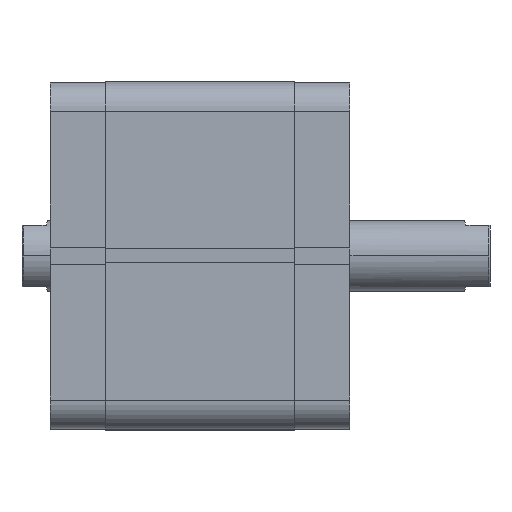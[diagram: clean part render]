
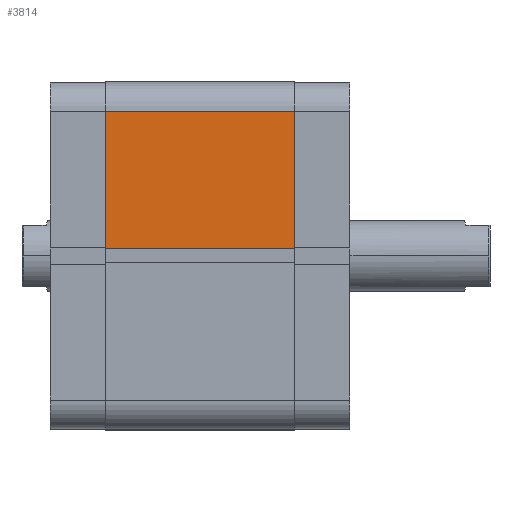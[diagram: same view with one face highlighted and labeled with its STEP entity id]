
A CAD part, top view. The second image highlights one B-rep face of the part: STEP entity #3814.
In plain terms, the highlighted face is planar.
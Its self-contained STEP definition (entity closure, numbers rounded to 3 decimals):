
#658 = EDGE_LOOP ( 'NONE', ( #2879, #2878, #2877, #2876 ) ) ;
#1269 = LINE ( 'NONE', #2100, #1270 ) ;
#1270 = VECTOR ( 'NONE', #2101, 1000. ) ;
#1274 = LINE ( 'NONE', #2099, #1278 ) ;
#1278 = VECTOR ( 'NONE', #2112, 1000. ) ;
#1281 = LINE ( 'NONE', #2108, #1285 ) ;
#1285 = VECTOR ( 'NONE', #2120, 1000. ) ;
#1287 = LINE ( 'NONE', #2121, #1288 ) ;
#1288 = VECTOR ( 'NONE', #2122, 1000. ) ;
#2099 = CARTESIAN_POINT ( 'NONE',  ( -51.5, 62., -67.5 ) ) ;
#2100 = CARTESIAN_POINT ( 'NONE',  ( -51.5, 62., -67.5 ) ) ;
#2101 = DIRECTION ( 'NONE',  ( -1., 0., 0. ) ) ;
#2108 = CARTESIAN_POINT ( 'NONE',  ( -2.6, 62., -67.5 ) ) ;
#2112 = DIRECTION ( 'NONE',  ( 0., 0., 1. ) ) ;
#2120 = DIRECTION ( 'NONE',  ( 0., 0., 1. ) ) ;
#2121 = CARTESIAN_POINT ( 'NONE',  ( -51.5, 62., 0. ) ) ;
#2122 = DIRECTION ( 'NONE',  ( -1., 0., 0. ) ) ;
#2212 = CARTESIAN_POINT ( 'NONE',  ( -51.5, 62., 0. ) ) ;
#2228 = CARTESIAN_POINT ( 'NONE',  ( -2.6, 62., -67.5 ) ) ;
#2256 = CARTESIAN_POINT ( 'NONE',  ( -51.5, 62., -67.5 ) ) ;
#2299 = CARTESIAN_POINT ( 'NONE',  ( -2.6, 62., 0. ) ) ;
#2876 = ORIENTED_EDGE ( 'NONE', *, *, #4477, .T. ) ;
#2877 = ORIENTED_EDGE ( 'NONE', *, *, #4472, .T. ) ;
#2878 = ORIENTED_EDGE ( 'NONE', *, *, #4481, .F. ) ;
#2879 = ORIENTED_EDGE ( 'NONE', *, *, #4482, .F. ) ;
#3083 = FACE_OUTER_BOUND ( 'NONE', #658, .T. ) ;
#3814 = ADVANCED_FACE ( 'NONE', ( #3083 ), #6104, .T. ) ;
#4472 = EDGE_CURVE ( 'NONE', #5054, #5082, #1269, .T. ) ;
#4477 = EDGE_CURVE ( 'NONE', #5082, #5038, #1274, .T. ) ;
#4481 = EDGE_CURVE ( 'NONE', #5054, #5125, #1281, .T. ) ;
#4482 = EDGE_CURVE ( 'NONE', #5125, #5038, #1287, .T. ) ;
#4596 = AXIS2_PLACEMENT_3D ( 'NONE', #6103, #6106, #6107 ) ;
#5038 = VERTEX_POINT ( 'NONE', #2212 ) ;
#5054 = VERTEX_POINT ( 'NONE', #2228 ) ;
#5082 = VERTEX_POINT ( 'NONE', #2256 ) ;
#5125 = VERTEX_POINT ( 'NONE', #2299 ) ;
#6103 = CARTESIAN_POINT ( 'NONE',  ( -51.5, 62., -67.5 ) ) ;
#6104 = PLANE ( 'NONE',  #4596 ) ;
#6106 = DIRECTION ( 'NONE',  ( 0., 1., 0. ) ) ;
#6107 = DIRECTION ( 'NONE',  ( 0., 0., 1. ) ) ;
